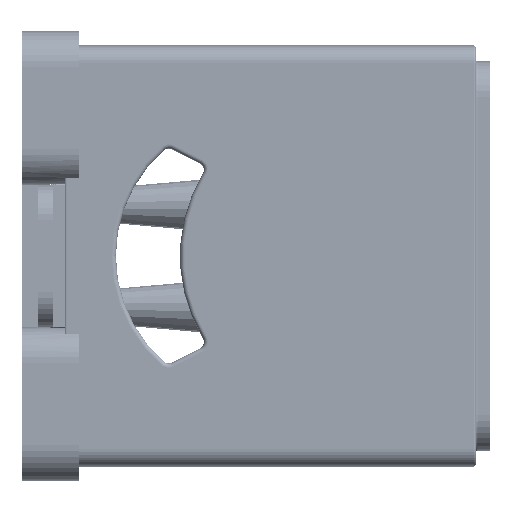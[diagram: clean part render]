
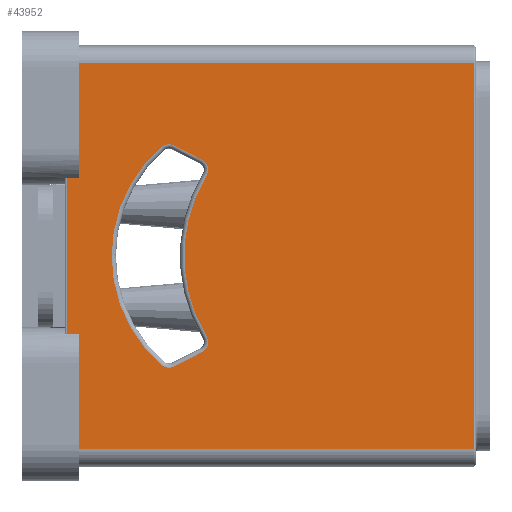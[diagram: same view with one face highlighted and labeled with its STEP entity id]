
A CAD part, left-side view. The second image highlights one B-rep face of the part: STEP entity #43952.
In plain terms, the highlighted planar face has unit normal (-1, 0, 0).
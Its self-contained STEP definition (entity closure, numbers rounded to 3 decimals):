
#346 = EDGE_LOOP ( 'NONE', ( #12132, #12133, #12134, #12135, #12136, #12137, #12138, #12139 ) ) ;
#539 = EDGE_LOOP ( 'NONE', ( #12140, #12141, #12142, #12143 ) ) ;
#12132 = ORIENTED_EDGE ( 'NONE', *, *, #48424, .T. ) ;
#12133 = ORIENTED_EDGE ( 'NONE', *, *, #48425, .T. ) ;
#12134 = ORIENTED_EDGE ( 'NONE', *, *, #48426, .T. ) ;
#12135 = ORIENTED_EDGE ( 'NONE', *, *, #48427, .T. ) ;
#12136 = ORIENTED_EDGE ( 'NONE', *, *, #48428, .T. ) ;
#12137 = ORIENTED_EDGE ( 'NONE', *, *, #48429, .T. ) ;
#12138 = ORIENTED_EDGE ( 'NONE', *, *, #48430, .T. ) ;
#12139 = ORIENTED_EDGE ( 'NONE', *, *, #48431, .T. ) ;
#12140 = ORIENTED_EDGE ( 'NONE', *, *, #48432, .F. ) ;
#12141 = ORIENTED_EDGE ( 'NONE', *, *, #48433, .T. ) ;
#12142 = ORIENTED_EDGE ( 'NONE', *, *, #48421, .T. ) ;
#12143 = ORIENTED_EDGE ( 'NONE', *, *, #48434, .T. ) ;
#15664 = AXIS2_PLACEMENT_3D ( 'NONE', #29168, #29178, #29179 ) ;
#16116 = AXIS2_PLACEMENT_3D ( 'NONE', #37570, #37571, #37572 ) ;
#16117 = AXIS2_PLACEMENT_3D ( 'NONE', #37573, #37574, #37575 ) ;
#16118 = AXIS2_PLACEMENT_3D ( 'NONE', #37576, #37577, #37578 ) ;
#16119 = AXIS2_PLACEMENT_3D ( 'NONE', #37581, #37582, #37583 ) ;
#16120 = AXIS2_PLACEMENT_3D ( 'NONE', #37586, #37587, #37588 ) ;
#16121 = AXIS2_PLACEMENT_3D ( 'NONE', #37590, #37591, #37592 ) ;
#28247 = FACE_BOUND ( 'NONE', #346, .T. ) ;
#28250 = FACE_OUTER_BOUND ( 'NONE', #539, .T. ) ;
#29168 = CARTESIAN_POINT ( 'NONE',  ( -198., 289., 135.5 ) ) ;
#29176 = PLANE ( 'NONE',  #15664 ) ;
#29178 = DIRECTION ( 'NONE',  ( 1., 0., 0. ) ) ;
#29179 = DIRECTION ( 'NONE',  ( 0., 0., -1. ) ) ;
#32575 = LINE ( 'NONE', #37560, #32582 ) ;
#32580 = CIRCLE ( 'NONE', #16117, 8. ) ;
#32582 = VECTOR ( 'NONE', #37561, 1000. ) ;
#32585 = CIRCLE ( 'NONE', #16116, 109.296 ) ;
#32587 = LINE ( 'NONE', #37589, #32616 ) ;
#32590 = LINE ( 'NONE', #37562, #32594 ) ;
#32592 = CIRCLE ( 'NONE', #16118, 8. ) ;
#32594 = VECTOR ( 'NONE', #37569, 1000. ) ;
#32596 = CIRCLE ( 'NONE', #16119, 101.418 ) ;
#32598 = CIRCLE ( 'NONE', #16120, 8. ) ;
#32600 = LINE ( 'NONE', #37579, #32605 ) ;
#32603 = CIRCLE ( 'NONE', #16121, 8. ) ;
#32605 = VECTOR ( 'NONE', #37580, 1000. ) ;
#32607 = LINE ( 'NONE', #37584, #32611 ) ;
#32611 = VECTOR ( 'NONE', #37585, 1000. ) ;
#32613 = LINE ( 'NONE', #37594, #32618 ) ;
#32616 = VECTOR ( 'NONE', #37593, 1000. ) ;
#32618 = VECTOR ( 'NONE', #37595, 1000. ) ;
#37092 = CARTESIAN_POINT ( 'NONE',  ( -198., 1.5, 135.5 ) ) ;
#37118 = CARTESIAN_POINT ( 'NONE',  ( -198., 189.318, -56.41 ) ) ;
#37168 = CARTESIAN_POINT ( 'NONE',  ( -198., 221.067, 76.586 ) ) ;
#37170 = CARTESIAN_POINT ( 'NONE',  ( -198., 212.193, -77.674 ) ) ;
#37172 = CARTESIAN_POINT ( 'NONE',  ( -198., 1.5, -135.5 ) ) ;
#37182 = CARTESIAN_POINT ( 'NONE',  ( -198., 287.5, -135.5 ) ) ;
#37226 = CARTESIAN_POINT ( 'NONE',  ( -198., 189.318, 56.41 ) ) ;
#37243 = CARTESIAN_POINT ( 'NONE',  ( -198., 287.5, 135.5 ) ) ;
#37268 = CARTESIAN_POINT ( 'NONE',  ( -198., 192.54, 67.669 ) ) ;
#37275 = CARTESIAN_POINT ( 'NONE',  ( -198., 221.067, -76.586 ) ) ;
#37289 = CARTESIAN_POINT ( 'NONE',  ( -198., 192.54, -67.669 ) ) ;
#37293 = CARTESIAN_POINT ( 'NONE',  ( -198., 212.193, 77.674 ) ) ;
#37560 = CARTESIAN_POINT ( 'NONE',  ( -198., 289., -135.5 ) ) ;
#37561 = DIRECTION ( 'NONE',  ( 0., -1., 0. ) ) ;
#37562 = CARTESIAN_POINT ( 'NONE',  ( -198., 187.004, -64.85 ) ) ;
#37569 = DIRECTION ( 'NONE',  ( 0., 0.891, -0.454 ) ) ;
#37570 = CARTESIAN_POINT ( 'NONE',  ( -198., 95.704, 0. ) ) ;
#37571 = DIRECTION ( 'NONE',  ( -1., 0., 0. ) ) ;
#37572 = DIRECTION ( 'NONE',  ( 0., 0., -1. ) ) ;
#37573 = CARTESIAN_POINT ( 'NONE',  ( -198., 196.17, -60.539 ) ) ;
#37574 = DIRECTION ( 'NONE',  ( 1., 0., 0. ) ) ;
#37575 = DIRECTION ( 'NONE',  ( 0., 0., -1. ) ) ;
#37576 = CARTESIAN_POINT ( 'NONE',  ( -198., 215.822, -70.544 ) ) ;
#37577 = DIRECTION ( 'NONE',  ( 1., 0., 0. ) ) ;
#37578 = DIRECTION ( 'NONE',  ( 0., 0., -1. ) ) ;
#37579 = CARTESIAN_POINT ( 'NONE',  ( -198., 296.57, 120.63 ) ) ;
#37580 = DIRECTION ( 'NONE',  ( 0., -0.891, -0.454 ) ) ;
#37581 = CARTESIAN_POINT ( 'NONE',  ( -198., 154.582, 0. ) ) ;
#37582 = DIRECTION ( 'NONE',  ( 1., 0., 0. ) ) ;
#37583 = DIRECTION ( 'NONE',  ( 0., 0., -1. ) ) ;
#37584 = CARTESIAN_POINT ( 'NONE',  ( -198., 289., 135.5 ) ) ;
#37585 = DIRECTION ( 'NONE',  ( 0., -1., 0. ) ) ;
#37586 = CARTESIAN_POINT ( 'NONE',  ( -198., 215.822, 70.544 ) ) ;
#37587 = DIRECTION ( 'NONE',  ( 1., 0., 0. ) ) ;
#37588 = DIRECTION ( 'NONE',  ( 0., 0., -1. ) ) ;
#37589 = CARTESIAN_POINT ( 'NONE',  ( -198., 287.5, -135.5 ) ) ;
#37590 = CARTESIAN_POINT ( 'NONE',  ( -198., 196.17, 60.539 ) ) ;
#37591 = DIRECTION ( 'NONE',  ( 1., 0., 0. ) ) ;
#37592 = DIRECTION ( 'NONE',  ( 0., 0., -1. ) ) ;
#37593 = DIRECTION ( 'NONE',  ( 0., 0., -1. ) ) ;
#37594 = CARTESIAN_POINT ( 'NONE',  ( -198., 1.5, 135.5 ) ) ;
#37595 = DIRECTION ( 'NONE',  ( 0., 0., 1. ) ) ;
#43952 = ADVANCED_FACE ( 'NONE', ( #28247, #28250 ), #29176, .F. ) ;
#47283 = VERTEX_POINT ( 'NONE', #37092 ) ;
#47364 = VERTEX_POINT ( 'NONE', #37118 ) ;
#47553 = VERTEX_POINT ( 'NONE', #37168 ) ;
#47563 = VERTEX_POINT ( 'NONE', #37170 ) ;
#47568 = VERTEX_POINT ( 'NONE', #37172 ) ;
#47613 = VERTEX_POINT ( 'NONE', #37182 ) ;
#47778 = VERTEX_POINT ( 'NONE', #37226 ) ;
#47834 = VERTEX_POINT ( 'NONE', #37243 ) ;
#47922 = VERTEX_POINT ( 'NONE', #37268 ) ;
#47945 = VERTEX_POINT ( 'NONE', #37275 ) ;
#47982 = VERTEX_POINT ( 'NONE', #37289 ) ;
#47993 = VERTEX_POINT ( 'NONE', #37293 ) ;
#48421 = EDGE_CURVE ( 'NONE', #47613, #47568, #32575, .T. ) ;
#48424 = EDGE_CURVE ( 'NONE', #47778, #47364, #32585, .T. ) ;
#48425 = EDGE_CURVE ( 'NONE', #47364, #47982, #32580, .T. ) ;
#48426 = EDGE_CURVE ( 'NONE', #47982, #47563, #32590, .T. ) ;
#48427 = EDGE_CURVE ( 'NONE', #47563, #47945, #32592, .T. ) ;
#48428 = EDGE_CURVE ( 'NONE', #47945, #47553, #32596, .T. ) ;
#48429 = EDGE_CURVE ( 'NONE', #47553, #47993, #32598, .T. ) ;
#48430 = EDGE_CURVE ( 'NONE', #47993, #47922, #32600, .T. ) ;
#48431 = EDGE_CURVE ( 'NONE', #47922, #47778, #32603, .T. ) ;
#48432 = EDGE_CURVE ( 'NONE', #47834, #47283, #32607, .T. ) ;
#48433 = EDGE_CURVE ( 'NONE', #47834, #47613, #32587, .T. ) ;
#48434 = EDGE_CURVE ( 'NONE', #47568, #47283, #32613, .T. ) ;
